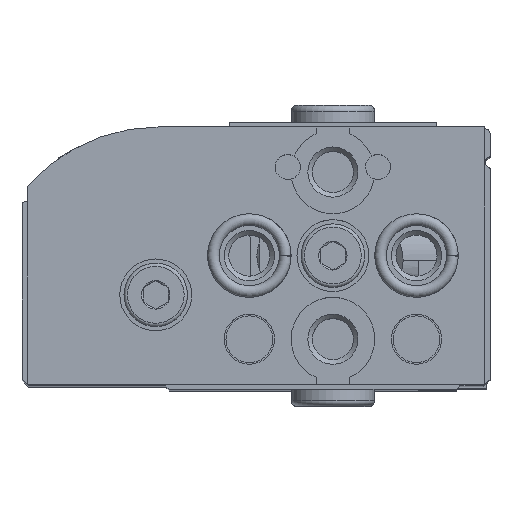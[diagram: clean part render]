
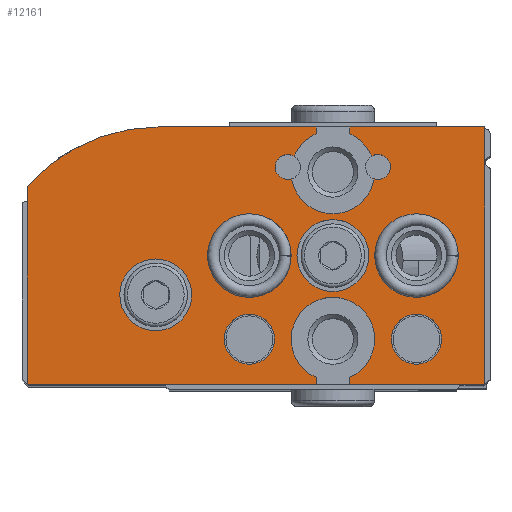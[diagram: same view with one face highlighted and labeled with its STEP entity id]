
A CAD part, top view. The second image highlights one B-rep face of the part: STEP entity #12161.
In plain terms, the highlighted face is planar.
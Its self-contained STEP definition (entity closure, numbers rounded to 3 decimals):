
#426=PLANE('',#13833);
#1267=LINE('',#21013,#2235);
#1268=LINE('',#21016,#2236);
#1269=LINE('',#21018,#2237);
#1270=LINE('',#21020,#2238);
#1271=LINE('',#21022,#2239);
#1272=LINE('',#21034,#2240);
#1273=LINE('',#21036,#2241);
#1274=LINE('',#21040,#2242);
#1275=LINE('',#21042,#2243);
#1276=LINE('',#21044,#2244);
#2235=VECTOR('',#16814,1000.);
#2236=VECTOR('',#16815,1000.);
#2237=VECTOR('',#16816,1000.);
#2238=VECTOR('',#16817,1000.);
#2239=VECTOR('',#16818,1000.);
#2240=VECTOR('',#16829,1000.);
#2241=VECTOR('',#16830,1000.);
#2242=VECTOR('',#16833,1000.);
#2243=VECTOR('',#16834,1000.);
#2244=VECTOR('',#16835,1000.);
#3163=CIRCLE('',#13834,2.15);
#3164=CIRCLE('',#13835,1.5);
#3165=CIRCLE('',#13836,1.5);
#3166=CIRCLE('',#13837,2.5);
#3167=CIRCLE('',#13838,2.15);
#3168=CIRCLE('',#13839,2.5);
#3169=CIRCLE('',#13840,2.5);
#3170=CIRCLE('',#13841,0.75);
#3171=CIRCLE('',#13842,2.5);
#3172=CIRCLE('',#13843,0.75);
#3173=CIRCLE('',#13844,2.5);
#3174=CIRCLE('',#13845,10.5);
#3175=CIRCLE('',#13846,2.5);
#5886=ORIENTED_EDGE('',*,*,#8026,.T.);
#5887=ORIENTED_EDGE('',*,*,#8027,.T.);
#5888=ORIENTED_EDGE('',*,*,#8028,.T.);
#5889=ORIENTED_EDGE('',*,*,#8029,.T.);
#5890=ORIENTED_EDGE('',*,*,#8030,.T.);
#5891=ORIENTED_EDGE('',*,*,#8031,.T.);
#5892=ORIENTED_EDGE('',*,*,#8032,.T.);
#5893=ORIENTED_EDGE('',*,*,#8033,.F.);
#5894=ORIENTED_EDGE('',*,*,#8034,.F.);
#5895=ORIENTED_EDGE('',*,*,#8035,.F.);
#5896=ORIENTED_EDGE('',*,*,#8036,.T.);
#5897=ORIENTED_EDGE('',*,*,#8037,.T.);
#5898=ORIENTED_EDGE('',*,*,#8038,.T.);
#5899=ORIENTED_EDGE('',*,*,#8039,.T.);
#5900=ORIENTED_EDGE('',*,*,#8040,.T.);
#5901=ORIENTED_EDGE('',*,*,#8041,.T.);
#5902=ORIENTED_EDGE('',*,*,#8042,.T.);
#5903=ORIENTED_EDGE('',*,*,#8043,.F.);
#5904=ORIENTED_EDGE('',*,*,#8044,.F.);
#5905=ORIENTED_EDGE('',*,*,#8045,.F.);
#5906=ORIENTED_EDGE('',*,*,#8046,.F.);
#5907=ORIENTED_EDGE('',*,*,#8047,.T.);
#5908=ORIENTED_EDGE('',*,*,#8048,.T.);
#8026=EDGE_CURVE('',#9333,#9333,#3163,.T.);
#8027=EDGE_CURVE('',#9334,#9334,#3164,.T.);
#8028=EDGE_CURVE('',#9335,#9335,#3165,.T.);
#8029=EDGE_CURVE('',#9336,#9336,#3166,.T.);
#8030=EDGE_CURVE('',#9337,#9337,#3167,.T.);
#8031=EDGE_CURVE('',#9338,#9338,#3168,.T.);
#8032=EDGE_CURVE('',#9339,#9340,#1267,.T.);
#8033=EDGE_CURVE('',#9341,#9340,#1268,.T.);
#8034=EDGE_CURVE('',#9342,#9341,#1269,.T.);
#8035=EDGE_CURVE('',#9343,#9342,#1270,.T.);
#8036=EDGE_CURVE('',#9343,#9344,#1271,.T.);
#8037=EDGE_CURVE('',#9344,#9345,#3169,.T.);
#8038=EDGE_CURVE('',#9345,#9346,#3170,.T.);
#8039=EDGE_CURVE('',#9346,#9347,#3171,.T.);
#8040=EDGE_CURVE('',#9347,#9348,#3172,.T.);
#8041=EDGE_CURVE('',#9348,#9349,#3173,.T.);
#8042=EDGE_CURVE('',#9349,#9350,#1272,.T.);
#8043=EDGE_CURVE('',#9351,#9350,#1273,.T.);
#8044=EDGE_CURVE('',#9352,#9351,#3174,.T.);
#8045=EDGE_CURVE('',#9353,#9352,#1274,.T.);
#8046=EDGE_CURVE('',#9354,#9353,#1275,.T.);
#8047=EDGE_CURVE('',#9354,#9355,#1276,.T.);
#8048=EDGE_CURVE('',#9355,#9339,#3175,.T.);
#9333=VERTEX_POINT('',#21002);
#9334=VERTEX_POINT('',#21004);
#9335=VERTEX_POINT('',#21006);
#9336=VERTEX_POINT('',#21008);
#9337=VERTEX_POINT('',#21010);
#9338=VERTEX_POINT('',#21012);
#9339=VERTEX_POINT('',#21014);
#9340=VERTEX_POINT('',#21015);
#9341=VERTEX_POINT('',#21017);
#9342=VERTEX_POINT('',#21019);
#9343=VERTEX_POINT('',#21021);
#9344=VERTEX_POINT('',#21023);
#9345=VERTEX_POINT('',#21025);
#9346=VERTEX_POINT('',#21027);
#9347=VERTEX_POINT('',#21029);
#9348=VERTEX_POINT('',#21031);
#9349=VERTEX_POINT('',#21033);
#9350=VERTEX_POINT('',#21035);
#9351=VERTEX_POINT('',#21037);
#9352=VERTEX_POINT('',#21039);
#9353=VERTEX_POINT('',#21041);
#9354=VERTEX_POINT('',#21043);
#9355=VERTEX_POINT('',#21045);
#10419=EDGE_LOOP('',(#5886));
#10420=EDGE_LOOP('',(#5887));
#10421=EDGE_LOOP('',(#5888));
#10422=EDGE_LOOP('',(#5889));
#10423=EDGE_LOOP('',(#5890));
#10424=EDGE_LOOP('',(#5891));
#10425=EDGE_LOOP('',(#5892,#5893,#5894,#5895,#5896,#5897,#5898,#5899,#5900,
#5901,#5902,#5903,#5904,#5905,#5906,#5907,#5908));
#11354=FACE_BOUND('',#10419,.T.);
#11355=FACE_BOUND('',#10420,.T.);
#11356=FACE_BOUND('',#10421,.T.);
#11357=FACE_BOUND('',#10422,.T.);
#11358=FACE_BOUND('',#10423,.T.);
#11359=FACE_BOUND('',#10424,.T.);
#11360=FACE_BOUND('',#10425,.T.);
#12161=ADVANCED_FACE('',(#11354,#11355,#11356,#11357,#11358,#11359,#11360),
#426,.F.);
#13833=AXIS2_PLACEMENT_3D('',#21000,#16800,#16801);
#13834=AXIS2_PLACEMENT_3D('',#21001,#16802,#16803);
#13835=AXIS2_PLACEMENT_3D('',#21003,#16804,#16805);
#13836=AXIS2_PLACEMENT_3D('',#21005,#16806,#16807);
#13837=AXIS2_PLACEMENT_3D('',#21007,#16808,#16809);
#13838=AXIS2_PLACEMENT_3D('',#21009,#16810,#16811);
#13839=AXIS2_PLACEMENT_3D('',#21011,#16812,#16813);
#13840=AXIS2_PLACEMENT_3D('',#21024,#16819,#16820);
#13841=AXIS2_PLACEMENT_3D('',#21026,#16821,#16822);
#13842=AXIS2_PLACEMENT_3D('',#21028,#16823,#16824);
#13843=AXIS2_PLACEMENT_3D('',#21030,#16825,#16826);
#13844=AXIS2_PLACEMENT_3D('',#21032,#16827,#16828);
#13845=AXIS2_PLACEMENT_3D('',#21038,#16831,#16832);
#13846=AXIS2_PLACEMENT_3D('',#21046,#16836,#16837);
#16800=DIRECTION('',(0.,0.,1.));
#16801=DIRECTION('',(1.,0.,0.));
#16802=DIRECTION('',(0.,0.,1.));
#16803=DIRECTION('',(1.,0.,0.));
#16804=DIRECTION('',(0.,0.,1.));
#16805=DIRECTION('',(1.,0.,0.));
#16806=DIRECTION('',(0.,0.,1.));
#16807=DIRECTION('',(1.,0.,0.));
#16808=DIRECTION('',(0.,0.,1.));
#16809=DIRECTION('',(1.,0.,0.));
#16810=DIRECTION('',(0.,0.,1.));
#16811=DIRECTION('',(1.,0.,0.));
#16812=DIRECTION('',(0.,0.,1.));
#16813=DIRECTION('',(1.,0.,0.));
#16814=DIRECTION('',(0.,-1.,0.));
#16815=DIRECTION('',(1.,0.,0.));
#16816=DIRECTION('',(0.,-1.,0.));
#16817=DIRECTION('',(-1.,0.,0.));
#16818=DIRECTION('',(0.,-1.,0.));
#16819=DIRECTION('',(0.,0.,1.));
#16820=DIRECTION('',(1.,0.,0.));
#16821=DIRECTION('',(0.,0.,1.));
#16822=DIRECTION('',(1.,0.,0.));
#16823=DIRECTION('',(0.,0.,1.));
#16824=DIRECTION('',(1.,0.,0.));
#16825=DIRECTION('',(0.,0.,1.));
#16826=DIRECTION('',(1.,0.,0.));
#16827=DIRECTION('',(0.,0.,1.));
#16828=DIRECTION('',(1.,0.,0.));
#16829=DIRECTION('',(0.,1.,0.));
#16830=DIRECTION('',(-1.,0.,0.));
#16831=DIRECTION('',(0.,0.,1.));
#16832=DIRECTION('',(1.,0.,0.));
#16833=DIRECTION('',(0.,1.,0.));
#16834=DIRECTION('',(1.,0.,0.));
#16835=DIRECTION('',(0.,1.,0.));
#16836=DIRECTION('',(0.,0.,1.));
#16837=DIRECTION('',(1.,0.,0.));
#21000=CARTESIAN_POINT('',(19.5,4.9,0.));
#21001=CARTESIAN_POINT('',(19.7,5.35,0.));
#21002=CARTESIAN_POINT('',(21.85,5.35,0.));
#21003=CARTESIAN_POINT('',(14.1,2.7,0.));
#21004=CARTESIAN_POINT('',(15.6,2.7,0.));
#21005=CARTESIAN_POINT('',(4.1,2.7,0.));
#21006=CARTESIAN_POINT('',(5.6,2.7,0.));
#21007=CARTESIAN_POINT('',(14.1,7.7,0.));
#21008=CARTESIAN_POINT('',(16.6,7.7,0.));
#21009=CARTESIAN_POINT('',(9.1,7.7,0.));
#21010=CARTESIAN_POINT('',(11.25,7.7,0.));
#21011=CARTESIAN_POINT('',(4.1,7.7,0.));
#21012=CARTESIAN_POINT('',(6.6,7.7,0.));
#21013=CARTESIAN_POINT('',(8.1,3.,0.));
#21014=CARTESIAN_POINT('',(8.1,0.409,0.));
#21015=CARTESIAN_POINT('',(8.1,0.,0.));
#21016=CARTESIAN_POINT('',(0.,0.,0.));
#21017=CARTESIAN_POINT('',(0.,0.,0.));
#21018=CARTESIAN_POINT('',(0.,15.4,0.));
#21019=CARTESIAN_POINT('',(0.,15.4,0.));
#21020=CARTESIAN_POINT('',(19.5,15.4,0.));
#21021=CARTESIAN_POINT('',(8.1,15.4,0.));
#21022=CARTESIAN_POINT('',(8.1,15.4,0.));
#21023=CARTESIAN_POINT('',(8.1,14.991,0.));
#21024=CARTESIAN_POINT('',(9.1,12.7,0.));
#21025=CARTESIAN_POINT('',(6.785,13.644,0.));
#21026=CARTESIAN_POINT('',(6.4,13.,0.));
#21027=CARTESIAN_POINT('',(6.634,12.288,0.));
#21028=CARTESIAN_POINT('',(9.1,12.7,0.));
#21029=CARTESIAN_POINT('',(11.566,12.288,0.));
#21030=CARTESIAN_POINT('',(11.8,13.,0.));
#21031=CARTESIAN_POINT('',(11.415,13.644,0.));
#21032=CARTESIAN_POINT('',(9.1,12.7,0.));
#21033=CARTESIAN_POINT('',(10.1,14.991,0.));
#21034=CARTESIAN_POINT('',(10.1,12.4,0.));
#21035=CARTESIAN_POINT('',(10.1,15.4,0.));
#21036=CARTESIAN_POINT('',(19.5,15.4,0.));
#21037=CARTESIAN_POINT('',(19.5,15.4,0.));
#21038=CARTESIAN_POINT('',(19.5,4.9,0.));
#21039=CARTESIAN_POINT('',(27.4,11.817,0.));
#21040=CARTESIAN_POINT('',(27.4,0.,0.));
#21041=CARTESIAN_POINT('',(27.4,0.,0.));
#21042=CARTESIAN_POINT('',(0.,0.,0.));
#21043=CARTESIAN_POINT('',(10.1,0.,0.));
#21044=CARTESIAN_POINT('',(10.1,0.,0.));
#21045=CARTESIAN_POINT('',(10.1,0.409,0.));
#21046=CARTESIAN_POINT('',(9.1,2.7,0.));
